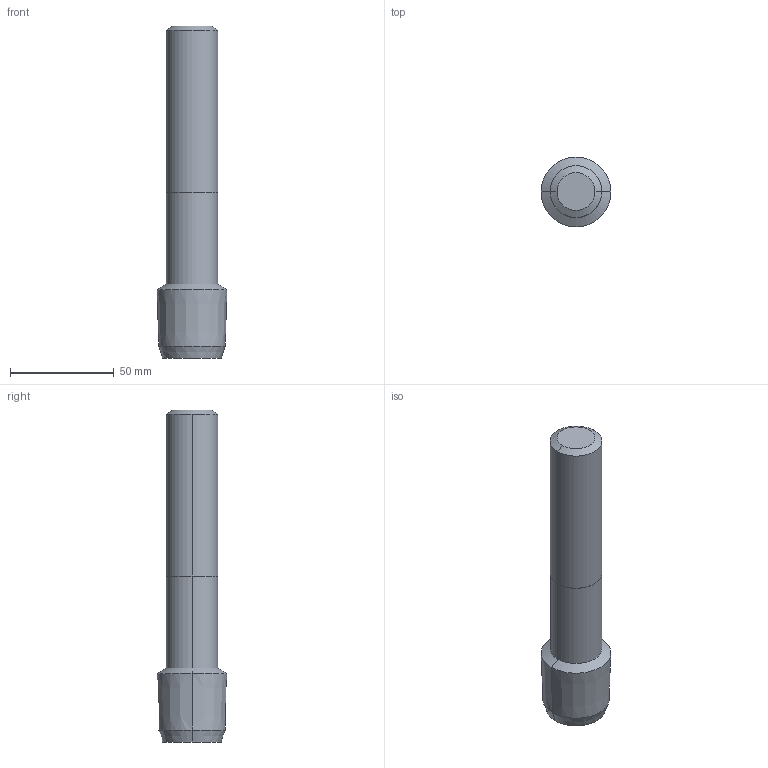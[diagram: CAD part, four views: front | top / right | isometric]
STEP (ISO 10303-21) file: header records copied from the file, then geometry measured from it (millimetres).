
FILE_DESCRIPTION (( 'STEP AP214' ), '1' );
FILE_NAME ('48302454_osg.stp', '2024-06-10T07:17:56', ( '' ), ( '' ), 'SwSTEP 2.0', 'SolidWorks 2021', '' );
FILE_SCHEMA (( 'AUTOMOTIVE_DESIGN' ));
Length unit declared in the file: millimetre
Products named in the file (1): 48302454_osg
Bounding box: 33.69 x 33.69 x 160 mm (x, y, z)
Volume: 89344.3 mm3; surface area: 14609.4 mm2
Topology: 1 solids, 1 shells, 15 faces, 28 edges, 16 vertices
Faces by surface type: cone 8, cylinder 4, plane 3
Entity records: 573 total; most frequent: DIRECTION 76, CARTESIAN_POINT 60, ORIENTED_EDGE 56, AXIS2_PLACEMENT_3D 32, EDGE_CURVE 28, UNCERTAINTY_MEASURE_WITH_UNIT 18, FILL_AREA_STYLE 17, SURFACE_STYLE_USAGE 17
